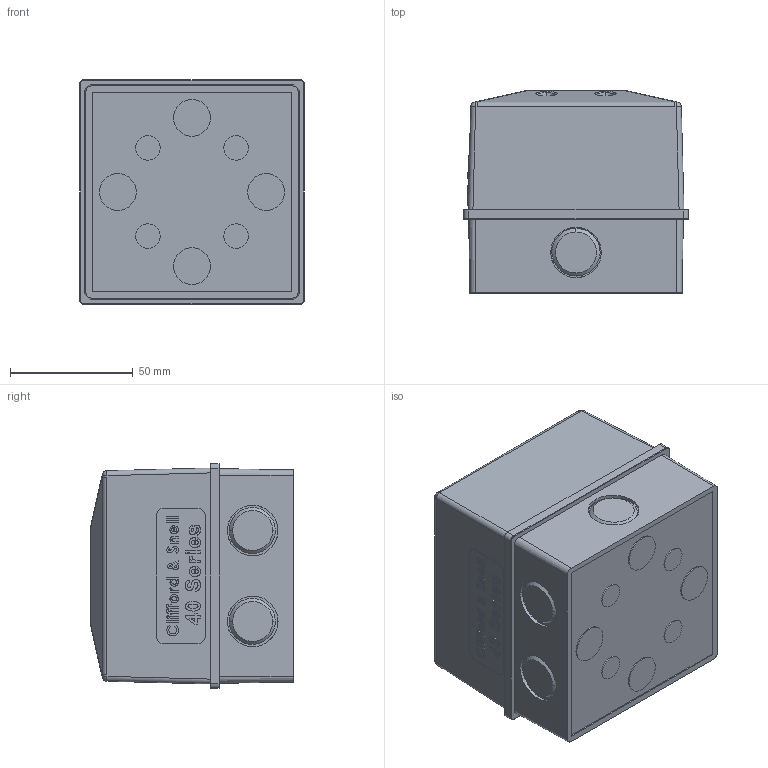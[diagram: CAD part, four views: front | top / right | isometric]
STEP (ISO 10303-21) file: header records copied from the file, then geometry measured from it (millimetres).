
FILE_DESCRIPTION (( 'STEP AP214' ), '1' );
FILE_NAME ('40 Series Single.STEP', '2021-05-18T16:16:15', ( '' ), ( '' ), 'SwSTEP 2.0', 'SolidWorks 2021', '' );
FILE_SCHEMA (( 'AUTOMOTIVE_DESIGN' ));
Length unit declared in the file: millimetre
Products named in the file (1): 40 Series Single
Bounding box: 91.5 x 82.45 x 91.5 mm (x, y, z)
Volume: 610208.7 mm3; surface area: 64942.6 mm2
Topology: 27 solids, 27 shells, 507 faces, 1221 edges, 794 vertices
Faces by surface type: plane 226, bspline 176, cylinder 63, cone 30, sphere 8, torus 4
Entity records: 28486 total; most frequent: CARTESIAN_POINT 12002, ORIENTED_EDGE 2434, DIRECTION 1654, EDGE_CURVE 1217, VERTEX_POINT 794, VECTOR 674, LINE 674, EDGE_LOOP 555
